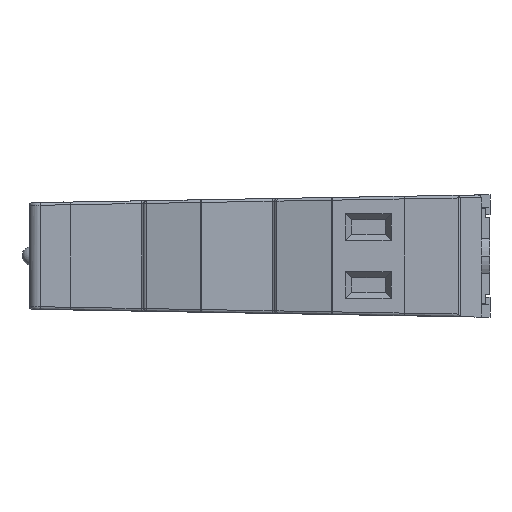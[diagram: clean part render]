
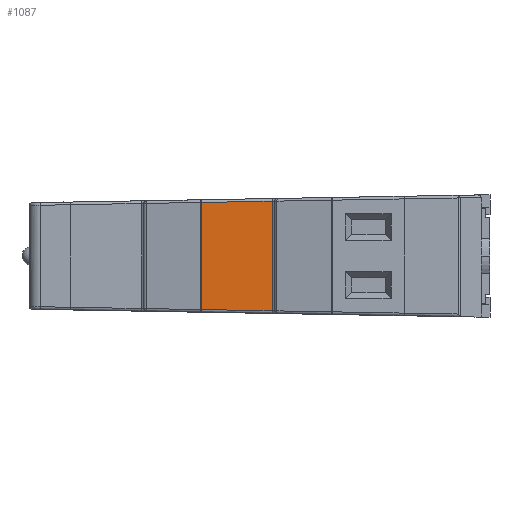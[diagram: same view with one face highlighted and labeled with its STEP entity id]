
A CAD part, left-side view. The second image highlights one B-rep face of the part: STEP entity #1087.
In plain terms, the highlighted planar face has unit normal (-1, 0, 0).
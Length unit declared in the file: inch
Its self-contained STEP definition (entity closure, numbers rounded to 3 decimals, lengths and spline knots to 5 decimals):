
#1087 = ADVANCED_FACE ( 'NONE', ( #42153 ), #12395, .F. ) ;
#1380 = EDGE_CURVE ( 'NONE', #44467, #26343, #15211, .T. ) ;
#1538 = VECTOR ( 'NONE', #47112, 39.37008 ) ;
#3251 = VECTOR ( 'NONE', #31766, 39.37008 ) ;
#3399 = VERTEX_POINT ( 'NONE', #34229 ) ;
#4153 = EDGE_LOOP ( 'NONE', ( #38299, #30950, #31482, #40909 ) ) ;
#7849 = CARTESIAN_POINT ( 'NONE',  ( -1.32, 1.218, 0.30624 ) ) ;
#7925 = CARTESIAN_POINT ( 'NONE',  ( -1.32, 1.61369, -0.29933 ) ) ;
#8524 = DIRECTION ( 'NONE',  ( 1., 0., 0. ) ) ;
#12395 = PLANE ( 'NONE',  #36218 ) ;
#15211 = LINE ( 'NONE', #51825, #3251 ) ;
#18309 = CARTESIAN_POINT ( 'NONE',  ( -1.32, 2.08682, -0.29107 ) ) ;
#26343 = VERTEX_POINT ( 'NONE', #48854 ) ;
#28126 = LINE ( 'NONE', #50663, #49570 ) ;
#30950 = ORIENTED_EDGE ( 'NONE', *, *, #48828, .T. ) ;
#31482 = ORIENTED_EDGE ( 'NONE', *, *, #1380, .T. ) ;
#31766 = DIRECTION ( 'NONE',  ( 0., 1., -0.017 ) ) ;
#32311 = LINE ( 'NONE', #39018, #1538 ) ;
#32559 = CARTESIAN_POINT ( 'NONE',  ( -1.32, 2.10421, -1.2875 ) ) ;
#34229 = CARTESIAN_POINT ( 'NONE',  ( -1.32, 1.218, -0.30624 ) ) ;
#36218 = AXIS2_PLACEMENT_3D ( 'NONE', #32559, #8524, #36578 ) ;
#36284 = LINE ( 'NONE', #18309, #46997 ) ;
#36578 = DIRECTION ( 'NONE',  ( 0., 0., -1. ) ) ;
#38299 = ORIENTED_EDGE ( 'NONE', *, *, #38625, .T. ) ;
#38625 = EDGE_CURVE ( 'NONE', #40395, #3399, #36284, .T. ) ;
#39018 = CARTESIAN_POINT ( 'NONE',  ( -1.32, 1.61369, -0.31431 ) ) ;
#40395 = VERTEX_POINT ( 'NONE', #7925 ) ;
#40909 = ORIENTED_EDGE ( 'NONE', *, *, #42313, .T. ) ;
#42153 = FACE_OUTER_BOUND ( 'NONE', #4153, .T. ) ;
#42313 = EDGE_CURVE ( 'NONE', #26343, #40395, #32311, .T. ) ;
#42349 = DIRECTION ( 'NONE',  ( 0., -1., -0.017 ) ) ;
#44467 = VERTEX_POINT ( 'NONE', #7849 ) ;
#46997 = VECTOR ( 'NONE', #42349, 39.37008 ) ;
#47112 = DIRECTION ( 'NONE',  ( 0., 0., -1. ) ) ;
#48828 = EDGE_CURVE ( 'NONE', #3399, #44467, #28126, .T. ) ;
#48854 = CARTESIAN_POINT ( 'NONE',  ( -1.32, 1.61369, 0.29933 ) ) ;
#49570 = VECTOR ( 'NONE', #50487, 39.37008 ) ;
#50487 = DIRECTION ( 'NONE',  ( 0., 0., 1. ) ) ;
#50663 = CARTESIAN_POINT ( 'NONE',  ( -1.32, 1.218, 0.3215 ) ) ;
#51825 = CARTESIAN_POINT ( 'NONE',  ( -1.32, 2.13175, 0.29029 ) ) ;
